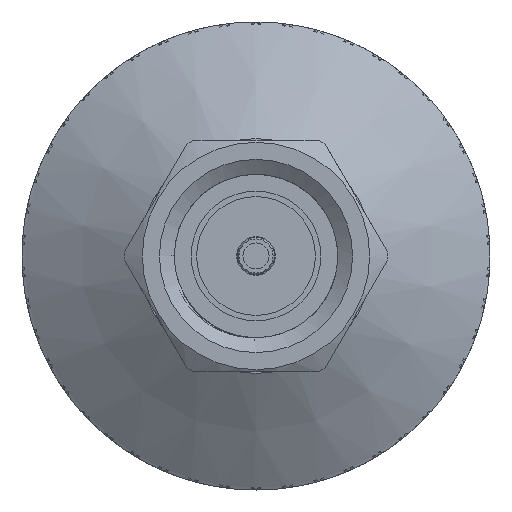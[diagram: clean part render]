
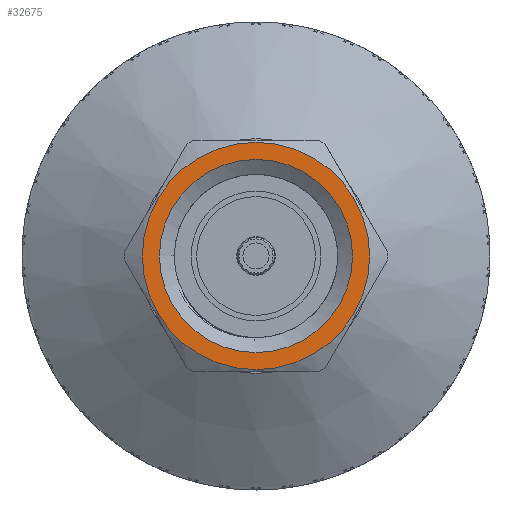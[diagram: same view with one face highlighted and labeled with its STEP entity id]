
A CAD part, left-side view. The second image highlights one B-rep face of the part: STEP entity #32675.
In plain terms, the highlighted planar face has unit normal (-1, 0, 0).
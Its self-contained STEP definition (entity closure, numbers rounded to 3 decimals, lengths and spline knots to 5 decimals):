
#4435=FACE_BOUND('',#10633,.T.);
#6006=PLANE('',#35407);
#8298=FACE_OUTER_BOUND('',#10632,.T.);
#10632=EDGE_LOOP('',(#29682));
#10633=EDGE_LOOP('',(#29683));
#11936=CIRCLE('',#35390,0.13);
#11944=CIRCLE('',#35404,0.153);
#14684=VERTEX_POINT('',#86838);
#14693=VERTEX_POINT('',#87943);
#19686=EDGE_CURVE('',#14684,#14684,#11936,.T.);
#19705=EDGE_CURVE('',#14693,#14693,#11944,.T.);
#29682=ORIENTED_EDGE('',*,*,#19705,.T.);
#29683=ORIENTED_EDGE('',*,*,#19686,.T.);
#32675=ADVANCED_FACE('',(#8298,#4435),#6006,.T.);
#35390=AXIS2_PLACEMENT_3D('',#86839,#41077,#41078);
#35404=AXIS2_PLACEMENT_3D('',#87944,#41108,#41109);
#35407=AXIS2_PLACEMENT_3D('',#87950,#41115,#41116);
#41077=DIRECTION('center_axis',(1.,0.,0.));
#41078=DIRECTION('ref_axis',(0.,-1.,0.));
#41108=DIRECTION('center_axis',(-1.,0.,0.));
#41109=DIRECTION('ref_axis',(0.,-0.866,-0.5));
#41115=DIRECTION('center_axis',(-1.,0.,0.));
#41116=DIRECTION('ref_axis',(0.,0.,
-1.));
#86838=CARTESIAN_POINT('',(130.66192,126.98347,0.));
#86839=CARTESIAN_POINT('Origin',(130.66192,126.85347,0.));
#87943=CARTESIAN_POINT('',(130.66192,126.72097,-0.0765));
#87944=CARTESIAN_POINT('Origin',(130.66192,126.85347,0.));
#87950=CARTESIAN_POINT('Origin',(130.66192,126.85347,0.));
